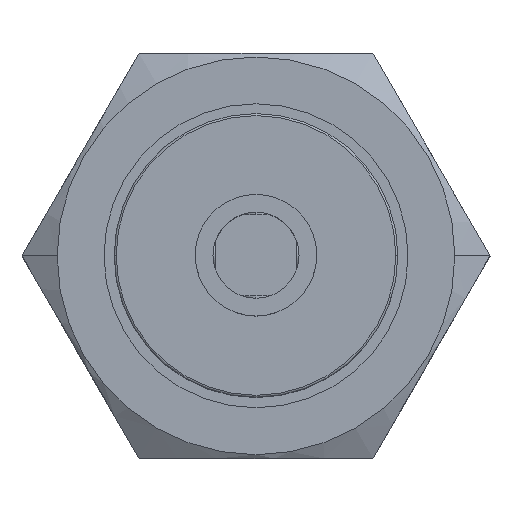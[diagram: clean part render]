
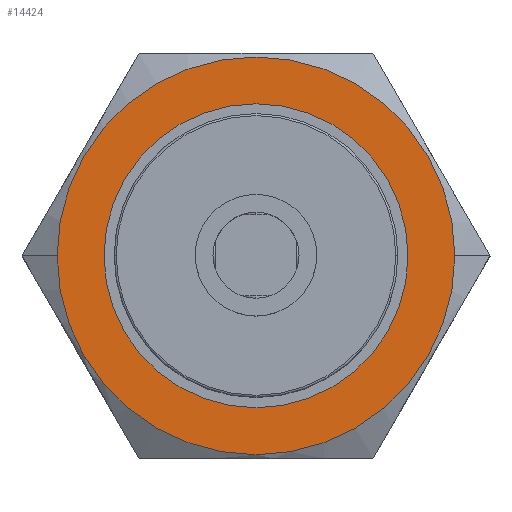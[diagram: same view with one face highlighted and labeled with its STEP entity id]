
A CAD part, top view. The second image highlights one B-rep face of the part: STEP entity #14424.
In plain terms, the highlighted planar face has unit normal (0, 0, 1).
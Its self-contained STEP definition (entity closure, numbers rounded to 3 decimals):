
#1075 = CARTESIAN_POINT ( 'NONE',  ( 11.547, -20., 29. ) ) ;
#2205 = CARTESIAN_POINT ( 'NONE',  ( -13.706, 0., 29. ) ) ;
#2227 = CARTESIAN_POINT ( 'NONE',  ( -19.625, 0., 29. ) ) ;
#3436 = DIRECTION ( 'NONE',  ( -1., 0., 0. ) ) ;
#3939 = DIRECTION ( 'NONE',  ( 1., 0., 0. ) ) ;
#4130 = EDGE_CURVE ( 'NONE', #34917, #23107, #7766, .T. ) ;
#4724 = AXIS2_PLACEMENT_3D ( 'NONE', #16995, #27958, #3436 ) ;
#5404 = DIRECTION ( 'NONE',  ( 0., 0., -1. ) ) ;
#5974 = ORIENTED_EDGE ( 'NONE', *, *, #28285, .T. ) ;
#6021 = CARTESIAN_POINT ( 'NONE',  ( 0., 0., 29. ) ) ;
#6655 = PLANE ( 'NONE',  #10194 ) ;
#7766 = CIRCLE ( 'NONE', #19617, 19.625 ) ;
#10029 = CIRCLE ( 'NONE', #10061, 13.706 ) ;
#10061 = AXIS2_PLACEMENT_3D ( 'NONE', #18743, #5404, #24451 ) ;
#10194 = AXIS2_PLACEMENT_3D ( 'NONE', #1075, #12246, #3939 ) ;
#10210 = AXIS2_PLACEMENT_3D ( 'NONE', #6021, #25195, #20045 ) ;
#12246 = DIRECTION ( 'NONE',  ( 0., 0., 1. ) ) ;
#12951 = CIRCLE ( 'NONE', #10210, 13.706 ) ;
#13847 = CARTESIAN_POINT ( 'NONE',  ( 19.625, 0., 29. ) ) ;
#14019 = DIRECTION ( 'NONE',  ( 0., 0., -1. ) ) ;
#14424 = ADVANCED_FACE ( 'NONE', ( #17329, #18637 ), #6655, .T. ) ;
#14955 = EDGE_CURVE ( 'NONE', #23107, #34917, #26761, .T. ) ;
#16399 = CARTESIAN_POINT ( 'NONE',  ( 0., 0., 29. ) ) ;
#16995 = CARTESIAN_POINT ( 'NONE',  ( 0., 0., 29. ) ) ;
#17329 = FACE_BOUND ( 'NONE', #26749, .T. ) ;
#17721 = ORIENTED_EDGE ( 'NONE', *, *, #34374, .T. ) ;
#18637 = FACE_OUTER_BOUND ( 'NONE', #28635, .T. ) ;
#18743 = CARTESIAN_POINT ( 'NONE',  ( 0., 0., 29. ) ) ;
#19617 = AXIS2_PLACEMENT_3D ( 'NONE', #16399, #14019, #22009 ) ;
#20045 = DIRECTION ( 'NONE',  ( 1., 0., 0. ) ) ;
#22009 = DIRECTION ( 'NONE',  ( -1., 0., 0. ) ) ;
#23107 = VERTEX_POINT ( 'NONE', #2227 ) ;
#24451 = DIRECTION ( 'NONE',  ( 1., 0., 0. ) ) ;
#25195 = DIRECTION ( 'NONE',  ( 0., 0., -1. ) ) ;
#26749 = EDGE_LOOP ( 'NONE', ( #17721, #5974 ) ) ;
#26761 = CIRCLE ( 'NONE', #4724, 19.625 ) ;
#27162 = ORIENTED_EDGE ( 'NONE', *, *, #14955, .F. ) ;
#27958 = DIRECTION ( 'NONE',  ( 0., 0., -1. ) ) ;
#28285 = EDGE_CURVE ( 'NONE', #32191, #31281, #10029, .T. ) ;
#28635 = EDGE_LOOP ( 'NONE', ( #27162, #31088 ) ) ;
#30964 = CARTESIAN_POINT ( 'NONE',  ( 13.706, 0., 29. ) ) ;
#31088 = ORIENTED_EDGE ( 'NONE', *, *, #4130, .F. ) ;
#31281 = VERTEX_POINT ( 'NONE', #30964 ) ;
#32191 = VERTEX_POINT ( 'NONE', #2205 ) ;
#34374 = EDGE_CURVE ( 'NONE', #31281, #32191, #12951, .T. ) ;
#34917 = VERTEX_POINT ( 'NONE', #13847 ) ;
